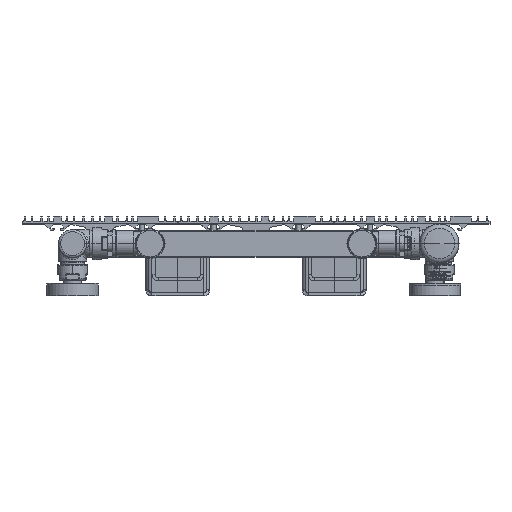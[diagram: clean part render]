
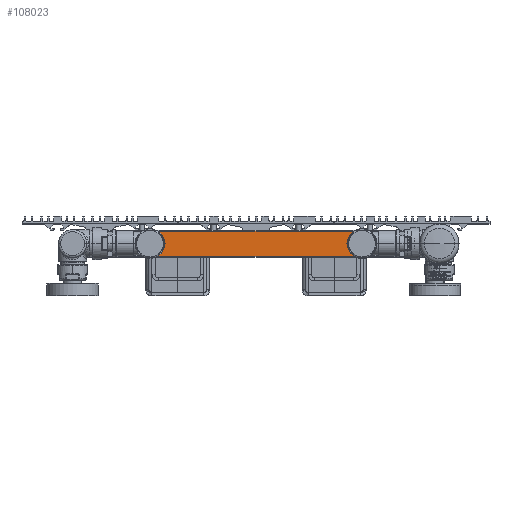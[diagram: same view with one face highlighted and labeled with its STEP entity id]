
A CAD part, front view. The second image highlights one B-rep face of the part: STEP entity #108023.
In plain terms, the highlighted planar face has unit normal (0, -1, 0).
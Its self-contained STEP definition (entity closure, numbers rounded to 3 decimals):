
#25182=CARTESIAN_POINT('',(-273.5,-1545.,-13.));
#25183=DIRECTION('',(0.,1.,0.));
#25184=DIRECTION('',(1.,0.,0.));
#25185=AXIS2_PLACEMENT_3D('',#25182,#25183,#25184);
#25190=CARTESIAN_POINT('',(-273.5,-1545.,-13.));
#25191=DIRECTION('',(0.,1.,0.));
#25192=DIRECTION('',(0.539,0.,0.842));
#25193=AXIS2_PLACEMENT_3D('',#25190,#25191,#25192);
#25198=DIRECTION('',(-1.,0.,0.));
#25199=VECTOR('',#25198,189.63);
#25200=CARTESIAN_POINT('',(-76.185,-1545.,-1.));
#25201=LINE('',#25200,#25199);
#25205=CARTESIAN_POINT('',(-68.5,-1545.,-13.));
#25206=DIRECTION('',(0.,1.,0.));
#25207=DIRECTION('',(-1.,0.,0.));
#25208=AXIS2_PLACEMENT_3D('',#25205,#25206,#25207);
#25213=CARTESIAN_POINT('',(-68.5,-1545.,-13.));
#25214=DIRECTION('',(0.,1.,0.));
#25215=DIRECTION('',(-0.539,0.,-0.842));
#25216=AXIS2_PLACEMENT_3D('',#25213,#25214,#25215);
#25221=DIRECTION('',(-1.,0.,0.));
#25222=VECTOR('',#25221,189.63);
#25223=CARTESIAN_POINT('',(-76.185,-1545.,-25.));
#25224=LINE('',#25223,#25222);
#85360=CARTESIAN_POINT('',(-76.185,-1545.,-25.));
#85361=CARTESIAN_POINT('',(-82.75,-1545.,-13.));
#85362=VERTEX_POINT('',#85360);
#85363=VERTEX_POINT('',#85361);
#85364=CARTESIAN_POINT('',(-76.185,-1545.,-1.));
#85365=VERTEX_POINT('',#85364);
#85392=CARTESIAN_POINT('',(-259.25,-1545.,-13.));
#85393=CARTESIAN_POINT('',(-265.815,-1545.,-25.));
#85394=VERTEX_POINT('',#85392);
#85395=VERTEX_POINT('',#85393);
#85402=CARTESIAN_POINT('',(-265.815,-1545.,-1.));
#85403=VERTEX_POINT('',#85402);
#108008=CARTESIAN_POINT('',(5658.,-1545.,0.));
#108009=DIRECTION('',(0.,-1.,0.));
#108010=DIRECTION('',(0.,0.,-1.));
#108011=AXIS2_PLACEMENT_3D('',#108008,#108009,#108010);
#108012=PLANE('',#108011);
#108013=ORIENTED_EDGE('',*,*,#107982,.F.);
#108015=ORIENTED_EDGE('',*,*,#108014,.F.);
#108016=ORIENTED_EDGE('',*,*,#107941,.F.);
#108017=ORIENTED_EDGE('',*,*,#103097,.F.);
#108018=ORIENTED_EDGE('',*,*,#103032,.F.);
#108020=ORIENTED_EDGE('',*,*,#108019,.T.);
#108021=EDGE_LOOP('',(#108013,#108015,#108016,#108017,#108018,#108020));
#108022=FACE_OUTER_BOUND('',#108021,.F.);
#25186=CIRCLE('',#25185,14.25);
#25194=CIRCLE('',#25193,14.25);
#25209=CIRCLE('',#25208,14.25);
#25217=CIRCLE('',#25216,14.25);
#103032=EDGE_CURVE('',#85362,#85363,#25217,.T.);
#103097=EDGE_CURVE('',#85363,#85365,#25209,.T.);
#107941=EDGE_CURVE('',#85365,#85403,#25201,.T.);
#107982=EDGE_CURVE('',#85394,#85395,#25186,.T.);
#108014=EDGE_CURVE('',#85403,#85394,#25194,.T.);
#108019=EDGE_CURVE('',#85362,#85395,#25224,.T.);
#108023=ADVANCED_FACE('',(#108022),#108012,.T.);
